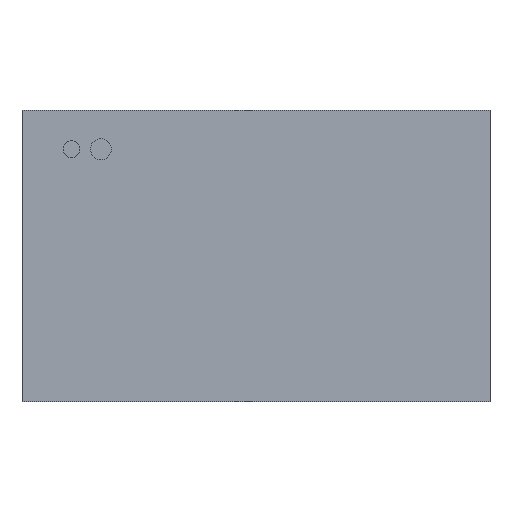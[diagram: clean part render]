
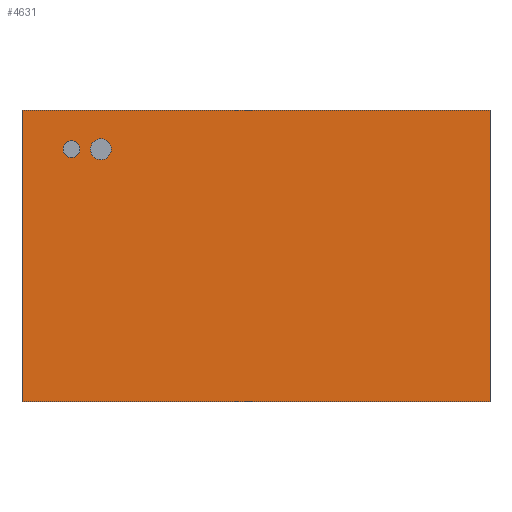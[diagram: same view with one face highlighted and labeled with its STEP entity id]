
A CAD part, front view. The second image highlights one B-rep face of the part: STEP entity #4631.
In plain terms, the highlighted planar face has unit normal (0, -1, 0).
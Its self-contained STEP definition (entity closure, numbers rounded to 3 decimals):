
#72=FACE_BOUND('',#649,.T.);
#73=FACE_BOUND('',#650,.T.);
#95=PLANE('',#4970);
#363=FACE_OUTER_BOUND('',#648,.T.);
#648=EDGE_LOOP('',(#3345,#3346,#3347,#3348));
#649=EDGE_LOOP('',(#3349));
#650=EDGE_LOOP('',(#3350));
#948=LINE('',#6585,#1566);
#950=LINE('',#6589,#1568);
#952=LINE('',#6593,#1570);
#954=LINE('',#6596,#1572);
#1566=VECTOR('',#5323,10.);
#1568=VECTOR('',#5327,10.);
#1570=VECTOR('',#5331,10.);
#1572=VECTOR('',#5335,10.);
#2166=CIRCLE('',#4954,20.);
#2168=CIRCLE('',#4958,25.);
#2202=VERTEX_POINT('',#6536);
#2204=VERTEX_POINT('',#6543);
#2217=VERTEX_POINT('',#6582);
#2218=VERTEX_POINT('',#6584);
#2219=VERTEX_POINT('',#6588);
#2220=VERTEX_POINT('',#6592);
#2639=EDGE_CURVE('',#2202,#2202,#2166,.T.);
#2642=EDGE_CURVE('',#2204,#2204,#2168,.T.);
#2660=EDGE_CURVE('',#2218,#2217,#948,.T.);
#2662=EDGE_CURVE('',#2219,#2218,#950,.T.);
#2664=EDGE_CURVE('',#2220,#2219,#952,.T.);
#2666=EDGE_CURVE('',#2217,#2220,#954,.T.);
#3345=ORIENTED_EDGE('',*,*,#2666,.T.);
#3346=ORIENTED_EDGE('',*,*,#2664,.T.);
#3347=ORIENTED_EDGE('',*,*,#2662,.T.);
#3348=ORIENTED_EDGE('',*,*,#2660,.T.);
#3349=ORIENTED_EDGE('',*,*,#2639,.T.);
#3350=ORIENTED_EDGE('',*,*,#2642,.T.);
#4631=ADVANCED_FACE('',(#363,#72,#73),#95,.T.);
#4954=AXIS2_PLACEMENT_3D('',#6538,#5279,#5280);
#4958=AXIS2_PLACEMENT_3D('',#6545,#5288,#5289);
#4970=AXIS2_PLACEMENT_3D('',#6597,#5336,#5337);
#5279=DIRECTION('center_axis',(0.,1.,0.));
#5280=DIRECTION('ref_axis',(1.,0.,0.));
#5288=DIRECTION('center_axis',(0.,1.,0.));
#5289=DIRECTION('ref_axis',(1.,0.,0.));
#5323=DIRECTION('',(-1.,0.,0.));
#5327=DIRECTION('',(0.,0.,1.));
#5331=DIRECTION('',(1.,0.,0.));
#5335=DIRECTION('',(0.,0.,-1.));
#5336=DIRECTION('center_axis',(0.,-1.,0.));
#5337=DIRECTION('ref_axis',(0.,0.,-1.));
#6536=CARTESIAN_POINT('',(-459.5,-370.,254.5));
#6538=CARTESIAN_POINT('Origin',(-439.5,-370.,254.5));
#6543=CARTESIAN_POINT('',(-394.5,-370.,254.5));
#6545=CARTESIAN_POINT('Origin',(-369.5,-370.,254.5));
#6582=CARTESIAN_POINT('',(-557.5,-370.,347.5));
#6584=CARTESIAN_POINT('',(557.5,-370.,347.5));
#6585=CARTESIAN_POINT('',(-557.5,-370.,347.5));
#6588=CARTESIAN_POINT('',(557.5,-370.,-347.5));
#6589=CARTESIAN_POINT('',(557.5,-370.,347.5));
#6592=CARTESIAN_POINT('',(-557.5,-370.,-347.5));
#6593=CARTESIAN_POINT('',(557.5,-370.,-347.5));
#6596=CARTESIAN_POINT('',(-557.5,-370.,-347.5));
#6597=CARTESIAN_POINT('Origin',(0.,-370.,0.));
